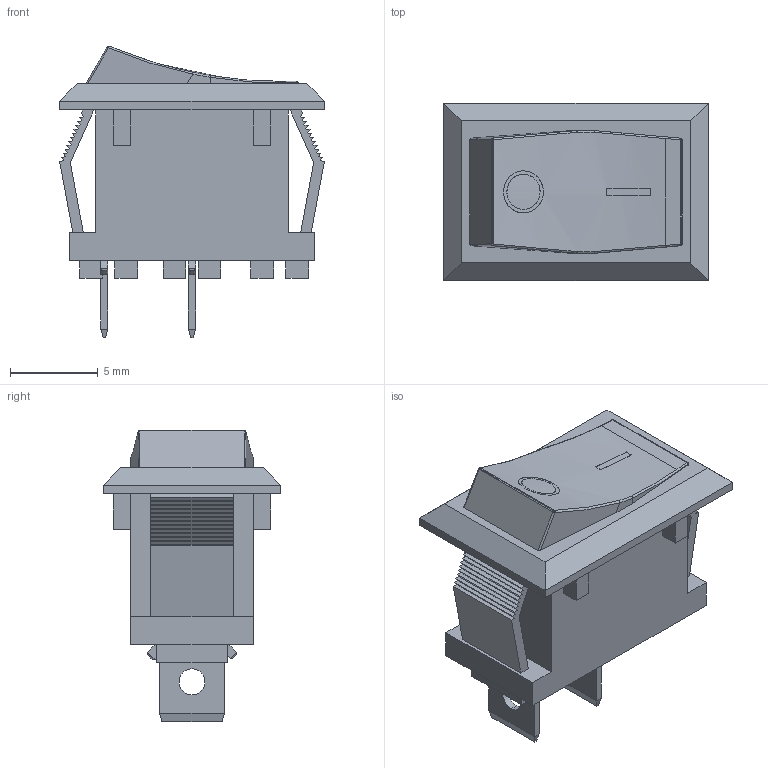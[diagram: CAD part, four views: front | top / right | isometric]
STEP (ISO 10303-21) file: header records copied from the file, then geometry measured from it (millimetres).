
FILE_DESCRIPTION (( 'STEP AP214' ), '1' );
FILE_NAME ('SW1_3D.step', '2023-05-09T05:18:01', ( 'Windows User' ), ( 'P R C' ), 'SwSTEP 2.0', 'SolidWorks 2020', '' );
FILE_SCHEMA (( 'AUTOMOTIVE_DESIGN' ));
Length unit declared in the file: millimetre
Products named in the file (1): SW1_3D
Bounding box: 15.1 x 10.1 x 16.64 mm (x, y, z)
Volume: 1050 mm3; surface area: 1051 mm2
Topology: 1 solids, 1 shells, 219 faces, 587 edges, 378 vertices
Faces by surface type: plane 170, cylinder 35, bspline 8, sphere 4, torus 2
Entity records: 8083 total; most frequent: CARTESIAN_POINT 1995, ORIENTED_EDGE 1158, DIRECTION 989, EDGE_CURVE 579, LINE 493, VECTOR 493, VERTEX_POINT 374, AXIS2_PLACEMENT_3D 248
